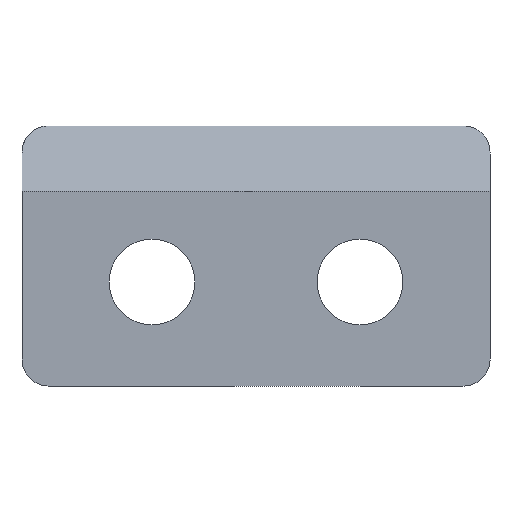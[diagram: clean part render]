
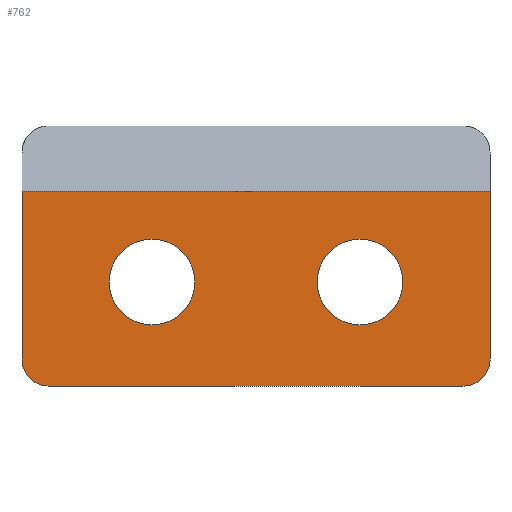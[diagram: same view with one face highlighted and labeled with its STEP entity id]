
A CAD part, front view. The second image highlights one B-rep face of the part: STEP entity #762.
In plain terms, the highlighted planar face has unit normal (0, -1, 0).
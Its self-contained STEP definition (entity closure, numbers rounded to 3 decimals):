
#18 = CIRCLE ( 'NONE', #784, 1.65 ) ;
#35 = DIRECTION ( 'NONE',  ( 0., 0., 1. ) ) ;
#51 = DIRECTION ( 'NONE',  ( 0., 0., -1. ) ) ;
#52 = DIRECTION ( 'NONE',  ( 0., 0., -1. ) ) ;
#53 = EDGE_LOOP ( 'NONE', ( #55, #457, #777, #576, #460, #362 ) ) ;
#55 = ORIENTED_EDGE ( 'NONE', *, *, #87, .F. ) ;
#70 = CARTESIAN_POINT ( 'NONE',  ( 8., 0., -4. ) ) ;
#73 = LINE ( 'NONE', #445, #560 ) ;
#77 = EDGE_CURVE ( 'NONE', #138, #96, #389, .T. ) ;
#79 = VERTEX_POINT ( 'NONE', #634 ) ;
#81 = FACE_OUTER_BOUND ( 'NONE', #53, .T. ) ;
#87 = EDGE_CURVE ( 'NONE', #537, #192, #701, .T. ) ;
#95 = CARTESIAN_POINT ( 'NONE',  ( 9., 0., 6. ) ) ;
#96 = VERTEX_POINT ( 'NONE', #507 ) ;
#98 = AXIS2_PLACEMENT_3D ( 'NONE', #209, #806, #809 ) ;
#107 = ORIENTED_EDGE ( 'NONE', *, *, #577, .T. ) ;
#115 = CARTESIAN_POINT ( 'NONE',  ( -9., 0., -3. ) ) ;
#119 = AXIS2_PLACEMENT_3D ( 'NONE', #300, #293, #35 ) ;
#120 = AXIS2_PLACEMENT_3D ( 'NONE', #298, #763, #52 ) ;
#138 = VERTEX_POINT ( 'NONE', #320 ) ;
#142 = CARTESIAN_POINT ( 'NONE',  ( 8., 0., -3. ) ) ;
#166 = DIRECTION ( 'NONE',  ( 0., 0., -1. ) ) ;
#192 = VERTEX_POINT ( 'NONE', #317 ) ;
#198 = CARTESIAN_POINT ( 'NONE',  ( -8., 0., -4. ) ) ;
#201 = DIRECTION ( 'NONE',  ( 0., 0., -1. ) ) ;
#209 = CARTESIAN_POINT ( 'NONE',  ( -8., 0., -3. ) ) ;
#226 = EDGE_CURVE ( 'NONE', #234, #303, #18, .T. ) ;
#234 = VERTEX_POINT ( 'NONE', #791 ) ;
#243 = PLANE ( 'NONE',  #247 ) ;
#247 = AXIS2_PLACEMENT_3D ( 'NONE', #718, #729, #456 ) ;
#264 = EDGE_CURVE ( 'NONE', #752, #770, #358, .T. ) ;
#274 = VECTOR ( 'NONE', #649, 1000. ) ;
#289 = EDGE_CURVE ( 'NONE', #790, #192, #572, .T. ) ;
#293 = DIRECTION ( 'NONE',  ( 0., 1., 0. ) ) ;
#298 = CARTESIAN_POINT ( 'NONE',  ( 4., 0., 0. ) ) ;
#300 = CARTESIAN_POINT ( 'NONE',  ( -4., 0., 0. ) ) ;
#303 = VERTEX_POINT ( 'NONE', #395 ) ;
#308 = LINE ( 'NONE', #566, #810 ) ;
#317 = CARTESIAN_POINT ( 'NONE',  ( 9., 0., -3. ) ) ;
#320 = CARTESIAN_POINT ( 'NONE',  ( -4., 0., 1.65 ) ) ;
#330 = CIRCLE ( 'NONE', #120, 1.65 ) ;
#358 = CIRCLE ( 'NONE', #98, 1. ) ;
#362 = ORIENTED_EDGE ( 'NONE', *, *, #289, .T. ) ;
#379 = DIRECTION ( 'NONE',  ( -1., 0., 0. ) ) ;
#385 = CARTESIAN_POINT ( 'NONE',  ( 4., 0., 0. ) ) ;
#389 = CIRCLE ( 'NONE', #119, 1.65 ) ;
#395 = CARTESIAN_POINT ( 'NONE',  ( 4., 0., 1.65 ) ) ;
#431 = CARTESIAN_POINT ( 'NONE',  ( -9., 0., -4. ) ) ;
#442 = DIRECTION ( 'NONE',  ( 0., 1., 0. ) ) ;
#445 = CARTESIAN_POINT ( 'NONE',  ( -8., 0., 3.5 ) ) ;
#447 = EDGE_LOOP ( 'NONE', ( #759, #672 ) ) ;
#448 = DIRECTION ( 'NONE',  ( 0., 0., 1. ) ) ;
#456 = DIRECTION ( 'NONE',  ( 0., 0., -1. ) ) ;
#457 = ORIENTED_EDGE ( 'NONE', *, *, #660, .T. ) ;
#460 = ORIENTED_EDGE ( 'NONE', *, *, #486, .F. ) ;
#465 = CIRCLE ( 'NONE', #837, 1.65 ) ;
#486 = EDGE_CURVE ( 'NONE', #790, #770, #811, .T. ) ;
#499 = DIRECTION ( 'NONE',  ( 0., 0., 1. ) ) ;
#502 = EDGE_CURVE ( 'NONE', #752, #79, #308, .T. ) ;
#507 = CARTESIAN_POINT ( 'NONE',  ( -4., 0., -1.65 ) ) ;
#520 = VECTOR ( 'NONE', #166, 1000. ) ;
#529 = FACE_BOUND ( 'NONE', #447, .T. ) ;
#537 = VERTEX_POINT ( 'NONE', #711 ) ;
#560 = VECTOR ( 'NONE', #379, 1000. ) ;
#566 = CARTESIAN_POINT ( 'NONE',  ( -9., 0., 6. ) ) ;
#572 = CIRCLE ( 'NONE', #739, 1. ) ;
#576 = ORIENTED_EDGE ( 'NONE', *, *, #264, .T. ) ;
#577 = EDGE_CURVE ( 'NONE', #303, #234, #330, .T. ) ;
#589 = EDGE_LOOP ( 'NONE', ( #692, #107 ) ) ;
#597 = EDGE_CURVE ( 'NONE', #96, #138, #465, .T. ) ;
#616 = DIRECTION ( 'NONE',  ( 0., -1., 0. ) ) ;
#634 = CARTESIAN_POINT ( 'NONE',  ( -9., 0., 3.5 ) ) ;
#649 = DIRECTION ( 'NONE',  ( -1., 0., 0. ) ) ;
#650 = CARTESIAN_POINT ( 'NONE',  ( -4., 0., 0. ) ) ;
#660 = EDGE_CURVE ( 'NONE', #537, #79, #73, .T. ) ;
#672 = ORIENTED_EDGE ( 'NONE', *, *, #77, .T. ) ;
#692 = ORIENTED_EDGE ( 'NONE', *, *, #226, .T. ) ;
#701 = LINE ( 'NONE', #95, #520 ) ;
#711 = CARTESIAN_POINT ( 'NONE',  ( 9., 0., 3.5 ) ) ;
#718 = CARTESIAN_POINT ( 'NONE',  ( 0., 0., 0. ) ) ;
#729 = DIRECTION ( 'NONE',  ( 0., -1., 0. ) ) ;
#739 = AXIS2_PLACEMENT_3D ( 'NONE', #142, #616, #201 ) ;
#752 = VERTEX_POINT ( 'NONE', #115 ) ;
#759 = ORIENTED_EDGE ( 'NONE', *, *, #597, .T. ) ;
#762 = ADVANCED_FACE ( 'NONE', ( #529, #81, #764 ), #243, .T. ) ;
#763 = DIRECTION ( 'NONE',  ( 0., 1., 0. ) ) ;
#764 = FACE_BOUND ( 'NONE', #589, .T. ) ;
#770 = VERTEX_POINT ( 'NONE', #198 ) ;
#777 = ORIENTED_EDGE ( 'NONE', *, *, #502, .F. ) ;
#784 = AXIS2_PLACEMENT_3D ( 'NONE', #385, #852, #51 ) ;
#790 = VERTEX_POINT ( 'NONE', #70 ) ;
#791 = CARTESIAN_POINT ( 'NONE',  ( 4., 0., -1.65 ) ) ;
#806 = DIRECTION ( 'NONE',  ( 0., -1., 0. ) ) ;
#809 = DIRECTION ( 'NONE',  ( 0., 0., -1. ) ) ;
#810 = VECTOR ( 'NONE', #499, 1000. ) ;
#811 = LINE ( 'NONE', #431, #274 ) ;
#837 = AXIS2_PLACEMENT_3D ( 'NONE', #650, #442, #448 ) ;
#852 = DIRECTION ( 'NONE',  ( 0., 1., 0. ) ) ;
